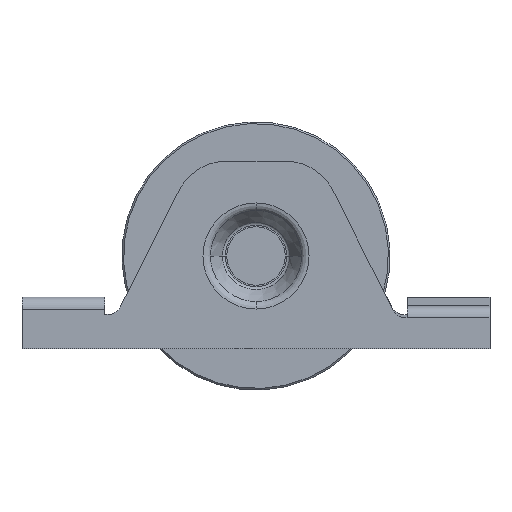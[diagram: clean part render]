
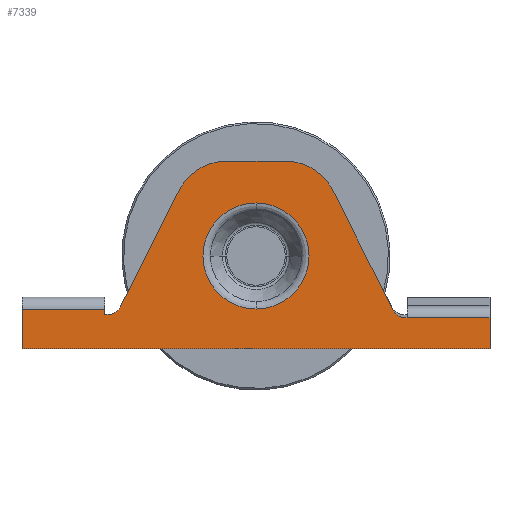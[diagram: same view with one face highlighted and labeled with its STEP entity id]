
A CAD part, front view. The second image highlights one B-rep face of the part: STEP entity #7339.
In plain terms, the highlighted planar face has unit normal (0, -1, 0).
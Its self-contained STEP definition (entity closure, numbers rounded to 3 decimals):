
#86 = LINE ( 'NONE', #2522, #3603 ) ;
#221 = EDGE_CURVE ( 'NONE', #4440, #4984, #7550, .T. ) ;
#228 = CARTESIAN_POINT ( 'NONE',  ( -44., 0., 15. ) ) ;
#267 = EDGE_CURVE ( 'NONE', #3396, #3533, #2749, .T. ) ;
#331 = ORIENTED_EDGE ( 'NONE', *, *, #221, .T. ) ;
#355 = ORIENTED_EDGE ( 'NONE', *, *, #1493, .T. ) ;
#411 = EDGE_CURVE ( 'NONE', #1825, #1636, #2952, .T. ) ;
#667 = LINE ( 'NONE', #1823, #3346 ) ;
#757 = AXIS2_PLACEMENT_3D ( 'NONE', #6393, #5714, #5754 ) ;
#768 = VECTOR ( 'NONE', #1461, 1000. ) ;
#822 = AXIS2_PLACEMENT_3D ( 'NONE', #2991, #2397, #4837 ) ;
#901 = DIRECTION ( 'NONE',  ( 0., 0., 1. ) ) ;
#967 = EDGE_CURVE ( 'NONE', #6435, #3854, #1959, .T. ) ;
#980 = CARTESIAN_POINT ( 'NONE',  ( -10., 0., 70.5 ) ) ;
#995 = DIRECTION ( 'NONE',  ( 0., 0., -1. ) ) ;
#1031 = VERTEX_POINT ( 'NONE', #6466 ) ;
#1083 = CARTESIAN_POINT ( 'NONE',  ( 8.83, 0., 39.5 ) ) ;
#1204 = VECTOR ( 'NONE', #6346, 1000. ) ;
#1302 = LINE ( 'NONE', #2588, #3467 ) ;
#1431 = DIRECTION ( 'NONE',  ( 0., 0., -1. ) ) ;
#1444 = EDGE_CURVE ( 'NONE', #7534, #3166, #5787, .T. ) ;
#1461 = DIRECTION ( 'NONE',  ( 1., 0., 0. ) ) ;
#1493 = EDGE_CURVE ( 'NONE', #1031, #6435, #5407, .T. ) ;
#1520 = VECTOR ( 'NONE', #1431, 1000. ) ;
#1597 = VERTEX_POINT ( 'NONE', #1923 ) ;
#1601 = CARTESIAN_POINT ( 'NONE',  ( 0., 0., 42.415 ) ) ;
#1636 = VERTEX_POINT ( 'NONE', #1879 ) ;
#1681 = AXIS2_PLACEMENT_3D ( 'NONE', #2044, #2083, #7044 ) ;
#1707 = ORIENTED_EDGE ( 'NONE', *, *, #2456, .T. ) ;
#1731 = EDGE_CURVE ( 'NONE', #7090, #7534, #86, .T. ) ;
#1754 = DIRECTION ( 'NONE',  ( -1., 0., 0. ) ) ;
#1775 = CARTESIAN_POINT ( 'NONE',  ( -39.391, 0., 12.199 ) ) ;
#1823 = CARTESIAN_POINT ( 'NONE',  ( -75.5, 0., 9. ) ) ;
#1825 = VERTEX_POINT ( 'NONE', #3848 ) ;
#1879 = CARTESIAN_POINT ( 'NONE',  ( 43.467, 0., 9. ) ) ;
#1923 = CARTESIAN_POINT ( 'NONE',  ( 39.895, 0., 11.199 ) ) ;
#1959 = LINE ( 'NONE', #3833, #5372 ) ;
#1964 = VERTEX_POINT ( 'NONE', #1601 ) ;
#2044 = CARTESIAN_POINT ( 'NONE',  ( -75.5, 0., 0. ) ) ;
#2083 = DIRECTION ( 'NONE',  ( 0., -1., 0. ) ) ;
#2136 = ORIENTED_EDGE ( 'NONE', *, *, #4171, .F. ) ;
#2138 = EDGE_CURVE ( 'NONE', #1597, #1031, #3629, .T. ) ;
#2157 = VERTEX_POINT ( 'NONE', #5591 ) ;
#2368 = CARTESIAN_POINT ( 'NONE',  ( -8.83, 0., 54.5 ) ) ;
#2393 = ORIENTED_EDGE ( 'NONE', *, *, #411, .T. ) ;
#2397 = DIRECTION ( 'NONE',  ( 0., 1., 0. ) ) ;
#2436 = CIRCLE ( 'NONE', #3578, 15.415 ) ;
#2456 = EDGE_CURVE ( 'NONE', #5726, #4874, #1302, .T. ) ;
#2522 = CARTESIAN_POINT ( 'NONE',  ( -75.5, 0., 11.5 ) ) ;
#2525 = CIRCLE ( 'NONE', #757, 4. ) ;
#2555 = CARTESIAN_POINT ( 'NONE',  ( 12.026, 0., 66.48 ) ) ;
#2588 = CARTESIAN_POINT ( 'NONE',  ( -75.5, 0., 10. ) ) ;
#2648 = CARTESIAN_POINT ( 'NONE',  ( 8.83, 0., 54.5 ) ) ;
#2749 = LINE ( 'NONE', #980, #5909 ) ;
#2829 = CARTESIAN_POINT ( 'NONE',  ( -22.224, 0., 46.252 ) ) ;
#2952 = LINE ( 'NONE', #5564, #7792 ) ;
#2980 = EDGE_LOOP ( 'NONE', ( #2136, #5634, #5240, #7637, #331, #5951, #2393, #5390, #6142, #355, #6570, #6841, #7046, #5996, #1707 ) ) ;
#2991 = CARTESIAN_POINT ( 'NONE',  ( 43.467, 0., 13. ) ) ;
#3079 = CIRCLE ( 'NONE', #7573, 15.415 ) ;
#3110 = ORIENTED_EDGE ( 'NONE', *, *, #7471, .T. ) ;
#3151 = EDGE_CURVE ( 'NONE', #1636, #1597, #6952, .T. ) ;
#3166 = VERTEX_POINT ( 'NONE', #7124 ) ;
#3301 = DIRECTION ( 'NONE',  ( 0., 0., -1. ) ) ;
#3346 = VECTOR ( 'NONE', #4267, 1000. ) ;
#3396 = VERTEX_POINT ( 'NONE', #2829 ) ;
#3467 = VECTOR ( 'NONE', #6826, 1000. ) ;
#3492 = LINE ( 'NONE', #228, #1520 ) ;
#3508 = EDGE_CURVE ( 'NONE', #3854, #3396, #6561, .T. ) ;
#3533 = VERTEX_POINT ( 'NONE', #1775 ) ;
#3542 = CARTESIAN_POINT ( 'NONE',  ( -68., 0., 11.5 ) ) ;
#3578 = AXIS2_PLACEMENT_3D ( 'NONE', #7609, #6474, #995 ) ;
#3603 = VECTOR ( 'NONE', #3926, 1000. ) ;
#3617 = DIRECTION ( 'NONE',  ( 0., 0., -1. ) ) ;
#3629 = LINE ( 'NONE', #2555, #4119 ) ;
#3756 = DIRECTION ( 'NONE',  ( -0.45, 0., 0.893 ) ) ;
#3833 = CARTESIAN_POINT ( 'NONE',  ( -20., 0., 54.5 ) ) ;
#3848 = CARTESIAN_POINT ( 'NONE',  ( 44., 0., 9. ) ) ;
#3854 = VERTEX_POINT ( 'NONE', #2368 ) ;
#3926 = DIRECTION ( 'NONE',  ( -1., 0., 0. ) ) ;
#3943 = DIRECTION ( 'NONE',  ( 0., -1., 0. ) ) ;
#4015 = CARTESIAN_POINT ( 'NONE',  ( 68., 0., 0. ) ) ;
#4119 = VECTOR ( 'NONE', #3756, 1000. ) ;
#4147 = DIRECTION ( 'NONE',  ( 0., -1., 0. ) ) ;
#4151 = DIRECTION ( 'NONE',  ( 0., 0., -1. ) ) ;
#4171 = EDGE_CURVE ( 'NONE', #7090, #4874, #3492, .T. ) ;
#4267 = DIRECTION ( 'NONE',  ( -1., 0., 0. ) ) ;
#4301 = CARTESIAN_POINT ( 'NONE',  ( -8.83, 0., 39.5 ) ) ;
#4400 = DIRECTION ( 'NONE',  ( -1., 0., 0. ) ) ;
#4440 = VERTEX_POINT ( 'NONE', #4015 ) ;
#4603 = FACE_OUTER_BOUND ( 'NONE', #2980, .T. ) ;
#4769 = EDGE_CURVE ( 'NONE', #2157, #1964, #2436, .T. ) ;
#4837 = DIRECTION ( 'NONE',  ( 0., 0., -1. ) ) ;
#4874 = VERTEX_POINT ( 'NONE', #7904 ) ;
#4984 = VERTEX_POINT ( 'NONE', #7387 ) ;
#5146 = DIRECTION ( 'NONE',  ( -0.45, 0., -0.893 ) ) ;
#5147 = EDGE_LOOP ( 'NONE', ( #7053, #3110 ) ) ;
#5149 = CARTESIAN_POINT ( 'NONE',  ( -42.963, 0., 10. ) ) ;
#5240 = ORIENTED_EDGE ( 'NONE', *, *, #1444, .T. ) ;
#5372 = VECTOR ( 'NONE', #4400, 1000. ) ;
#5390 = ORIENTED_EDGE ( 'NONE', *, *, #3151, .T. ) ;
#5407 = CIRCLE ( 'NONE', #7729, 15. ) ;
#5485 = EDGE_CURVE ( 'NONE', #3166, #4440, #6947, .T. ) ;
#5564 = CARTESIAN_POINT ( 'NONE',  ( 51.5, 0., 9. ) ) ;
#5591 = CARTESIAN_POINT ( 'NONE',  ( 0., 0., 11.585 ) ) ;
#5634 = ORIENTED_EDGE ( 'NONE', *, *, #1731, .T. ) ;
#5714 = DIRECTION ( 'NONE',  ( 0., 1., 0. ) ) ;
#5726 = VERTEX_POINT ( 'NONE', #5149 ) ;
#5754 = DIRECTION ( 'NONE',  ( 0., 0., -1. ) ) ;
#5787 = LINE ( 'NONE', #6562, #1204 ) ;
#5788 = CARTESIAN_POINT ( 'NONE',  ( 68., 0., 0. ) ) ;
#5803 = FACE_BOUND ( 'NONE', #5147, .T. ) ;
#5881 = CARTESIAN_POINT ( 'NONE',  ( -44., 0., 11.5 ) ) ;
#5909 = VECTOR ( 'NONE', #5146, 1000. ) ;
#5951 = ORIENTED_EDGE ( 'NONE', *, *, #7714, .T. ) ;
#5996 = ORIENTED_EDGE ( 'NONE', *, *, #6683, .T. ) ;
#6142 = ORIENTED_EDGE ( 'NONE', *, *, #2138, .T. ) ;
#6163 = VECTOR ( 'NONE', #901, 1000. ) ;
#6346 = DIRECTION ( 'NONE',  ( 0., 0., -1. ) ) ;
#6393 = CARTESIAN_POINT ( 'NONE',  ( -42.963, 0., 14. ) ) ;
#6435 = VERTEX_POINT ( 'NONE', #2648 ) ;
#6466 = CARTESIAN_POINT ( 'NONE',  ( 22.224, 0., 46.252 ) ) ;
#6474 = DIRECTION ( 'NONE',  ( 0., 1., 0. ) ) ;
#6561 = CIRCLE ( 'NONE', #6959, 15. ) ;
#6562 = CARTESIAN_POINT ( 'NONE',  ( -68., 0., 0. ) ) ;
#6570 = ORIENTED_EDGE ( 'NONE', *, *, #967, .T. ) ;
#6683 = EDGE_CURVE ( 'NONE', #3533, #5726, #2525, .T. ) ;
#6826 = DIRECTION ( 'NONE',  ( -1., 0., 0. ) ) ;
#6841 = ORIENTED_EDGE ( 'NONE', *, *, #3508, .T. ) ;
#6947 = LINE ( 'NONE', #7064, #768 ) ;
#6952 = CIRCLE ( 'NONE', #822, 4. ) ;
#6959 = AXIS2_PLACEMENT_3D ( 'NONE', #4301, #4147, #3617 ) ;
#7001 = PLANE ( 'NONE',  #1681 ) ;
#7044 = DIRECTION ( 'NONE',  ( 0., 0., -1. ) ) ;
#7046 = ORIENTED_EDGE ( 'NONE', *, *, #267, .T. ) ;
#7053 = ORIENTED_EDGE ( 'NONE', *, *, #4769, .T. ) ;
#7064 = CARTESIAN_POINT ( 'NONE',  ( -75.5, 0., 0. ) ) ;
#7090 = VERTEX_POINT ( 'NONE', #5881 ) ;
#7124 = CARTESIAN_POINT ( 'NONE',  ( -68., 0., 0. ) ) ;
#7261 = DIRECTION ( 'NONE',  ( 0., 1., 0. ) ) ;
#7339 = ADVANCED_FACE ( 'NONE', ( #5803, #4603 ), #7001, .T. ) ;
#7387 = CARTESIAN_POINT ( 'NONE',  ( 68., 0., 9. ) ) ;
#7471 = EDGE_CURVE ( 'NONE', #1964, #2157, #3079, .T. ) ;
#7534 = VERTEX_POINT ( 'NONE', #3542 ) ;
#7550 = LINE ( 'NONE', #5788, #6163 ) ;
#7573 = AXIS2_PLACEMENT_3D ( 'NONE', #7719, #7261, #4151 ) ;
#7609 = CARTESIAN_POINT ( 'NONE',  ( 0., 0., 27. ) ) ;
#7637 = ORIENTED_EDGE ( 'NONE', *, *, #5485, .T. ) ;
#7714 = EDGE_CURVE ( 'NONE', #4984, #1825, #667, .T. ) ;
#7719 = CARTESIAN_POINT ( 'NONE',  ( 0., 0., 27. ) ) ;
#7729 = AXIS2_PLACEMENT_3D ( 'NONE', #1083, #3943, #3301 ) ;
#7792 = VECTOR ( 'NONE', #1754, 1000. ) ;
#7904 = CARTESIAN_POINT ( 'NONE',  ( -44., 0., 10. ) ) ;
